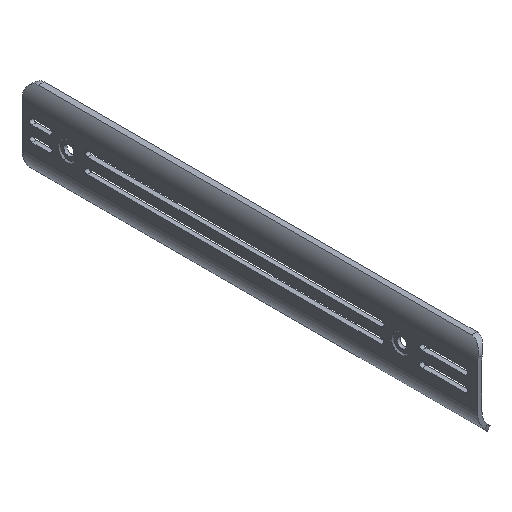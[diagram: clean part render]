
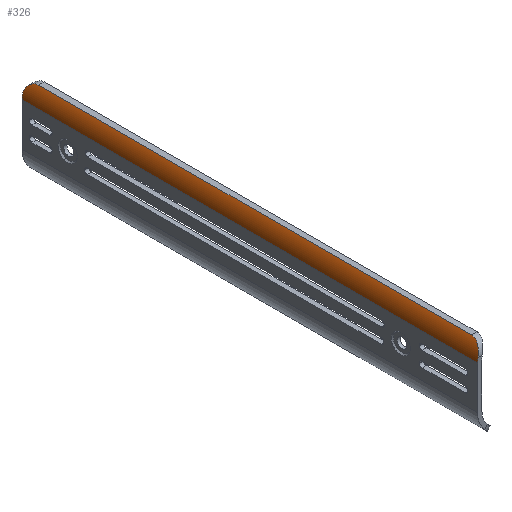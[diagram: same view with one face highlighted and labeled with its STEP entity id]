
A CAD part, isometric view. The second image highlights one B-rep face of the part: STEP entity #326.
In plain terms, the highlighted cylindrical face has radius 9.5 mm (diameter 19 mm), a partial arc.
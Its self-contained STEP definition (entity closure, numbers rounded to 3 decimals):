
#190=CARTESIAN_POINT('',(-35.263,608.04,-18.001));
#191=VERTEX_POINT('',#190);
#192=CARTESIAN_POINT('',(-35.263,760.04,-18.001));
#193=VERTEX_POINT('',#192);
#194=CARTESIAN_POINT('',(-35.263,608.04,-18.001));
#195=DIRECTION('',(0.,1.,0.));
#196=VECTOR('',#195,152.);
#197=LINE('',#194,#196);
#198=EDGE_CURVE('',#191,#193,#197,.T.);
#225=CARTESIAN_POINT('',(-27.6,604.04,-23.615));
#226=DIRECTION('',(0.,1.,0.));
#227=DIRECTION('',(0.,-0.,1.));
#228=AXIS2_PLACEMENT_3D('',#225,#226,#227);
#229=CYLINDRICAL_SURFACE('',#228,9.5);
#230=CARTESIAN_POINT('',(-36.958,764.04,-21.982));
#231=VERTEX_POINT('',#230);
#232=CARTESIAN_POINT('',(-37.1,764.04,-23.615));
#233=VERTEX_POINT('',#232);
#234=CARTESIAN_POINT('',(-27.6,764.04,-23.615));
#235=DIRECTION('',(-0.,-1.,-0.));
#236=DIRECTION('',(0.,-0.,1.));
#237=AXIS2_PLACEMENT_3D('',#234,#235,#236);
#238=CIRCLE('',#237,9.5);
#239=EDGE_CURVE('',#231,#233,#238,.T.);
#240=ORIENTED_EDGE('',*,*,#239,.T.);
#241=CARTESIAN_POINT('',(-37.1,604.04,-23.615));
#242=VERTEX_POINT('',#241);
#243=CARTESIAN_POINT('',(-37.1,604.04,-23.615));
#244=DIRECTION('',(-0.,1.,-0.));
#245=VECTOR('',#244,160.);
#246=LINE('',#243,#245);
#247=EDGE_CURVE('',#242,#233,#246,.T.);
#248=ORIENTED_EDGE('',*,*,#247,.F.);
#249=CARTESIAN_POINT('',(-36.958,604.04,-21.982));
#250=VERTEX_POINT('',#249);
#251=CARTESIAN_POINT('',(-27.6,604.04,-23.615));
#252=DIRECTION('',(-0.,-1.,-0.));
#253=DIRECTION('',(0.,-0.,1.));
#254=AXIS2_PLACEMENT_3D('',#251,#252,#253);
#255=CIRCLE('',#254,9.5);
#256=EDGE_CURVE('',#250,#242,#255,.T.);
#257=ORIENTED_EDGE('',*,*,#256,.F.);
#258=CARTESIAN_POINT('',(-35.263,608.04,-18.001));
#259=CARTESIAN_POINT('',(-35.263,607.765,-18.001));
#260=CARTESIAN_POINT('',(-35.284,607.497,-18.028));
#261=CARTESIAN_POINT('',(-35.322,607.234,-18.082));
#262=CARTESIAN_POINT('',(-35.36,606.971,-18.136));
#263=CARTESIAN_POINT('',(-35.418,606.713,-18.216));
#264=CARTESIAN_POINT('',(-35.486,606.471,-18.319));
#265=CARTESIAN_POINT('',(-35.555,606.229,-18.421));
#266=CARTESIAN_POINT('',(-35.636,606.001,-18.545));
#267=CARTESIAN_POINT('',(-35.724,605.786,-18.691));
#268=CARTESIAN_POINT('',(-35.812,605.572,-18.836));
#269=CARTESIAN_POINT('',(-35.905,605.376,-18.999));
#270=CARTESIAN_POINT('',(-36.,605.197,-19.179));
#271=CARTESIAN_POINT('',(-36.096,605.017,-19.359));
#272=CARTESIAN_POINT('',(-36.193,604.854,-19.558));
#273=CARTESIAN_POINT('',(-36.287,604.712,-19.77));
#274=CARTESIAN_POINT('',(-36.38,604.57,-19.981));
#275=CARTESIAN_POINT('',(-36.47,604.449,-20.205));
#276=CARTESIAN_POINT('',(-36.555,604.35,-20.443));
#277=CARTESIAN_POINT('',(-36.639,604.25,-20.681));
#278=CARTESIAN_POINT('',(-36.718,604.171,-20.934));
#279=CARTESIAN_POINT('',(-36.785,604.119,-21.191));
#280=CARTESIAN_POINT('',(-36.853,604.067,-21.448));
#281=CARTESIAN_POINT('',(-36.911,604.04,-21.711));
#282=CARTESIAN_POINT('',(-36.958,604.04,-21.982));
#283=B_SPLINE_CURVE_WITH_KNOTS('',3,(#258,#259,#260,#261,#262,#263,#264,#265,#266,#267,#268,#269,#270,#271,#272,#273,#274,#275,#276,#277,#278,#279,#280,#281,#282),.UNSPECIFIED.,.F.,.F.,(4,3,3,3,3,3,3,3,4),(0.,0.001,0.002,0.002,0.003,0.004,0.005,0.006,0.006),.UNSPECIFIED.);
#284=EDGE_CURVE('',#191,#250,#283,.T.);
#285=ORIENTED_EDGE('',*,*,#284,.F.);
#286=ORIENTED_EDGE('',*,*,#198,.T.);
#287=CARTESIAN_POINT('',(-36.958,764.04,-21.982));
#288=CARTESIAN_POINT('',(-36.911,764.04,-21.711));
#289=CARTESIAN_POINT('',(-36.853,764.013,-21.448));
#290=CARTESIAN_POINT('',(-36.786,763.961,-21.191));
#291=CARTESIAN_POINT('',(-36.752,763.935,-21.063));
#292=CARTESIAN_POINT('',(-36.715,763.903,-20.937));
#293=CARTESIAN_POINT('',(-36.677,763.864,-20.811));
#294=CARTESIAN_POINT('',(-36.638,763.826,-20.686));
#295=CARTESIAN_POINT('',(-36.597,763.781,-20.563));
#296=CARTESIAN_POINT('',(-36.555,763.731,-20.444));
#297=CARTESIAN_POINT('',(-36.47,763.631,-20.205));
#298=CARTESIAN_POINT('',(-36.38,763.509,-19.981));
#299=CARTESIAN_POINT('',(-36.286,763.367,-19.769));
#300=CARTESIAN_POINT('',(-36.239,763.296,-19.663));
#301=CARTESIAN_POINT('',(-36.191,763.219,-19.559));
#302=CARTESIAN_POINT('',(-36.143,763.138,-19.461));
#303=CARTESIAN_POINT('',(-36.095,763.057,-19.362));
#304=CARTESIAN_POINT('',(-36.047,762.972,-19.268));
#305=CARTESIAN_POINT('',(-36.,762.882,-19.178));
#306=CARTESIAN_POINT('',(-35.905,762.704,-18.998));
#307=CARTESIAN_POINT('',(-35.812,762.508,-18.836));
#308=CARTESIAN_POINT('',(-35.724,762.294,-18.691));
#309=CARTESIAN_POINT('',(-35.68,762.187,-18.618));
#310=CARTESIAN_POINT('',(-35.638,762.075,-18.551));
#311=CARTESIAN_POINT('',(-35.598,761.962,-18.489));
#312=CARTESIAN_POINT('',(-35.558,761.848,-18.427));
#313=CARTESIAN_POINT('',(-35.521,761.731,-18.37));
#314=CARTESIAN_POINT('',(-35.487,761.611,-18.319));
#315=CARTESIAN_POINT('',(-35.419,761.371,-18.218));
#316=CARTESIAN_POINT('',(-35.362,761.119,-18.138));
#317=CARTESIAN_POINT('',(-35.323,760.853,-18.083));
#318=CARTESIAN_POINT('',(-35.284,760.586,-18.028));
#319=CARTESIAN_POINT('',(-35.263,760.315,-18.001));
#320=CARTESIAN_POINT('',(-35.263,760.04,-18.001));
#321=B_SPLINE_CURVE_WITH_KNOTS('',3,(#287,#288,#289,#290,#291,#292,#293,#294,#295,#296,#297,#298,#299,#300,#301,#302,#303,#304,#305,#306,#307,#308,#309,#310,#311,#312,
#313,#314,#315,#316,#317,#318,#319,#320),.UNSPECIFIED.,.F.,.F.,(4,3,3,3,3,3,3,3,3,3,3,4),(0.,0.001,0.001,0.002,0.002,0.003,0.003,0.004,0.004,0.005,0.006,0.006),.UNSPECIFIED.);
#322=EDGE_CURVE('',#231,#193,#321,.T.);
#323=ORIENTED_EDGE('',*,*,#322,.F.);
#324=EDGE_LOOP('',(#240,#248,#257,#285,#286,#323));
#325=FACE_BOUND('',#324,.T.);
#326=ADVANCED_FACE('',(#325),#229,.T.);
